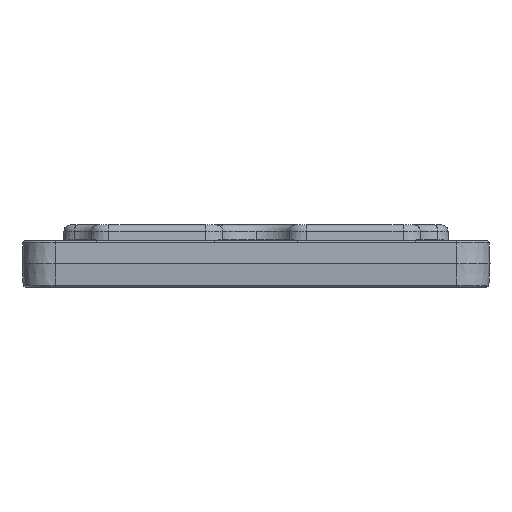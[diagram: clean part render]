
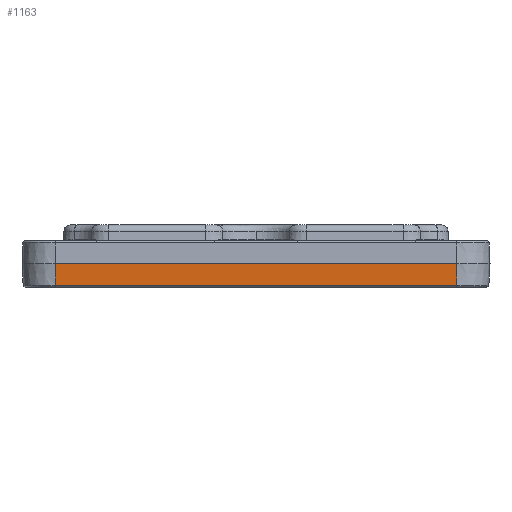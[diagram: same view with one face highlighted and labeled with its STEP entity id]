
A CAD part, left-side view. The second image highlights one B-rep face of the part: STEP entity #1163.
In plain terms, the highlighted planar face has unit normal (-0.999, 0, -0.052).
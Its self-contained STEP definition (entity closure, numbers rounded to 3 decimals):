
#1163 = ADVANCED_FACE ( 'NONE', ( #42075 ), #9345, .T. ) ;
#3525 = VERTEX_POINT ( 'NONE', #13491 ) ;
#8240 = VERTEX_POINT ( 'NONE', #9129 ) ;
#8396 = DIRECTION ( 'NONE',  ( 0., -1., 0. ) ) ;
#9129 = CARTESIAN_POINT ( 'NONE',  ( -118., 30., 3.5 ) ) ;
#9345 = PLANE ( 'NONE',  #30168 ) ;
#11006 = DIRECTION ( 'NONE',  ( 0., -1., 0. ) ) ;
#13491 = CARTESIAN_POINT ( 'NONE',  ( -118., -30., 3.5 ) ) ;
#14561 = EDGE_CURVE ( 'NONE', #22896, #68098, #29511, .T. ) ;
#15539 = EDGE_CURVE ( 'NONE', #8240, #3525, #33181, .T. ) ;
#15649 = CARTESIAN_POINT ( 'NONE',  ( -118., 30., 3.5 ) ) ;
#16240 = ORIENTED_EDGE ( 'NONE', *, *, #42410, .T. ) ;
#20269 = DIRECTION ( 'NONE',  ( -0.052, 0., 0.999 ) ) ;
#21812 = CARTESIAN_POINT ( 'NONE',  ( -118., -30., 3.5 ) ) ;
#22896 = VERTEX_POINT ( 'NONE', #32276 ) ;
#23523 = VECTOR ( 'NONE', #48954, 1000. ) ;
#23661 = LINE ( 'NONE', #46153, #37664 ) ;
#28234 = CARTESIAN_POINT ( 'NONE',  ( -118., 30., 3.5 ) ) ;
#29511 = LINE ( 'NONE', #41123, #39154 ) ;
#30168 = AXIS2_PLACEMENT_3D ( 'NONE', #15649, #37132, #20269 ) ;
#30313 = DIRECTION ( 'NONE',  ( -0.052, 0., 0.999 ) ) ;
#32276 = CARTESIAN_POINT ( 'NONE',  ( -117.831, 30., 0.284 ) ) ;
#32752 = LINE ( 'NONE', #21812, #23523 ) ;
#33181 = LINE ( 'NONE', #28234, #44857 ) ;
#37132 = DIRECTION ( 'NONE',  ( -0.999, 0., -0.052 ) ) ;
#37543 = ORIENTED_EDGE ( 'NONE', *, *, #15539, .F. ) ;
#37664 = VECTOR ( 'NONE', #30313, 1000. ) ;
#39154 = VECTOR ( 'NONE', #8396, 1000. ) ;
#41123 = CARTESIAN_POINT ( 'NONE',  ( -117.831, -30., 0.284 ) ) ;
#42075 = FACE_OUTER_BOUND ( 'NONE', #45239, .T. ) ;
#42410 = EDGE_CURVE ( 'NONE', #68098, #3525, #32752, .T. ) ;
#44857 = VECTOR ( 'NONE', #11006, 1000. ) ;
#45239 = EDGE_LOOP ( 'NONE', ( #63052, #58852, #16240, #37543 ) ) ;
#46153 = CARTESIAN_POINT ( 'NONE',  ( -118., 30., 3.5 ) ) ;
#48954 = DIRECTION ( 'NONE',  ( -0.052, 0., 0.999 ) ) ;
#55198 = CARTESIAN_POINT ( 'NONE',  ( -117.831, -30., 0.284 ) ) ;
#56965 = EDGE_CURVE ( 'NONE', #22896, #8240, #23661, .T. ) ;
#58852 = ORIENTED_EDGE ( 'NONE', *, *, #14561, .T. ) ;
#63052 = ORIENTED_EDGE ( 'NONE', *, *, #56965, .F. ) ;
#68098 = VERTEX_POINT ( 'NONE', #55198 ) ;
